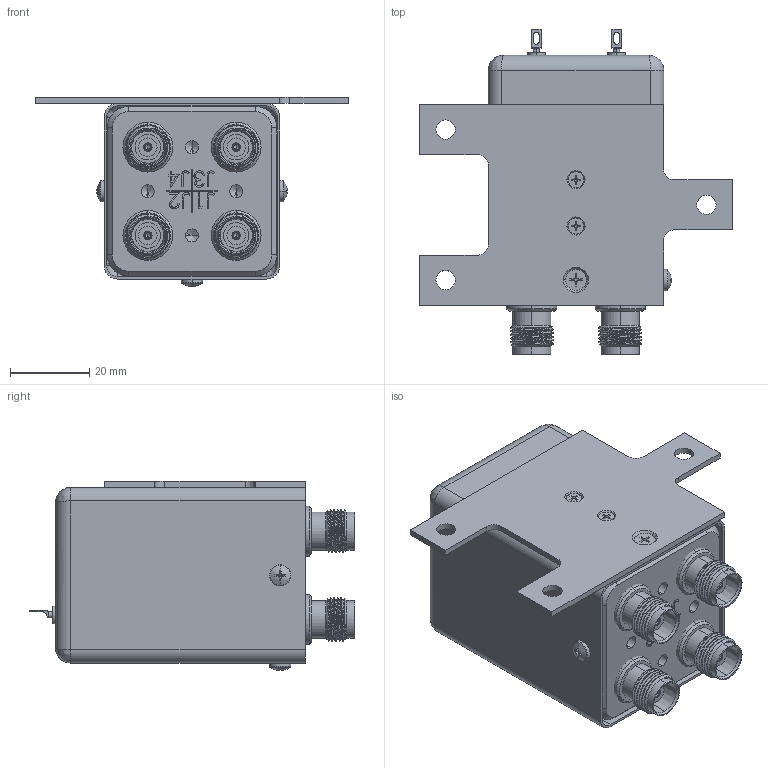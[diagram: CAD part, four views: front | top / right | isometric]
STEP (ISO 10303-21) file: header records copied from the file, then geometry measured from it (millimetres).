
FILE_DESCRIPTION (( 'STEP AP203' ), '1' );
FILE_NAME ('FMSW6510_3D.STEP', '2022-05-17T22:12:11', ( '' ), ( '' ), 'SwSTEP 2.0', 'SolidWorks 2021', '' );
FILE_SCHEMA (( 'CONFIG_CONTROL_DESIGN' ));
Length unit declared in the file: inch
Products named in the file (9): B22064002^FMSW6510; A12075Y04_-401^FMSW6510; R040691-e360_-03^FMSW6510; B22061003(未完成)_-2h^FMSW6510; A12075Y05_-202^FMSW6510; TNC^FMSW6510; FMSW6510_3D; B2202100X^FMSW6510; A12075Y05_-402^FMSW6510
Assembly tree (15 placements, depth 2):
  FMSW6510_3D
    B2202100X^FMSW6510
    B22061003(未完成)_-2h^FMSW6510
    B22064002^FMSW6510
    R040691-e360_-03^FMSW6510  x2
    A12075Y05_-402^FMSW6510
    A12075Y04_-401^FMSW6510  x3
    A12075Y05_-202^FMSW6510  x2
    TNC^FMSW6510  x4
Bounding box: 79.25 x 82.29 x 47.86 mm (x, y, z)
Volume: 36106 mm3; surface area: 45362.1 mm2
Topology: 23 solids, 23 shells, 874 faces, 2185 edges, 1391 vertices
Faces by surface type: plane 312, cylinder 298, cone 132, bspline 132
Entity records: 22111 total; most frequent: CARTESIAN_POINT 8683, ORIENTED_EDGE 2606, DIRECTION 2378, EDGE_CURVE 1303, VERTEX_POINT 850, AXIS2_PLACEMENT_3D 826, LINE 726, VECTOR 726
